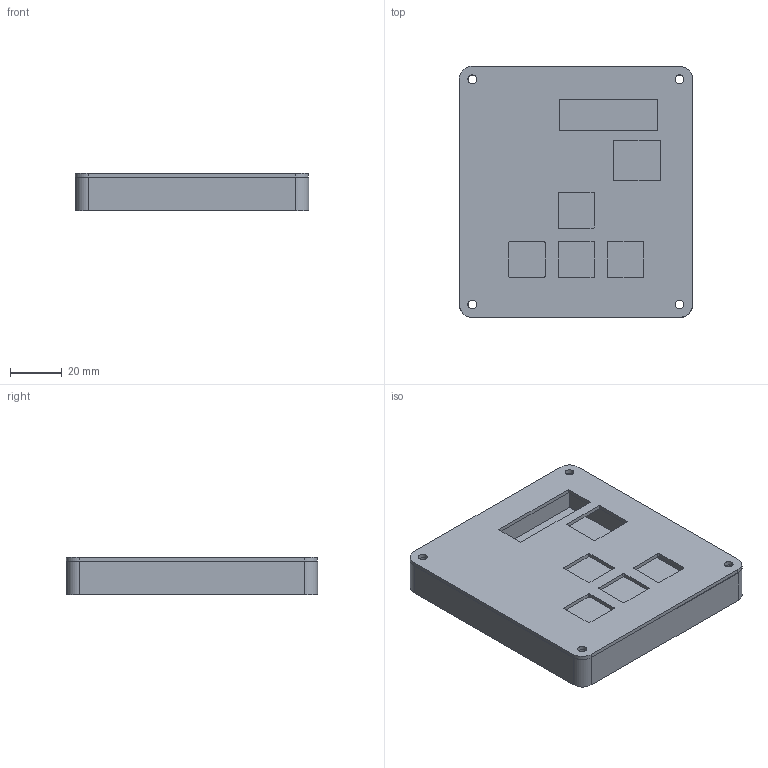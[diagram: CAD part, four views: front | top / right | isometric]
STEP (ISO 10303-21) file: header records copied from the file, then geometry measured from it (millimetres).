
FILE_DESCRIPTION(/* description */ (''),/* implementation_level */ '2;1');
FILE_NAME(/* name */ 'MacroPad.step',/* time_stamp */ '2026-01-15T19:58:16+01:00',/* author */ (''),/* organization */ (''),/* preprocessor_version */ 'ST-DEVELOPER v20.1',/* originating_system */ 'Autodesk Translation Framework v14.21.0.0',/* authorisation */ '');
FILE_SCHEMA (('AUTOMOTIVE_DESIGN { 1 0 10303 214 3 1 1 }'));
Length unit declared in the file: millimetre
Products named in the file (3): MacroPad; MacroPad_1; MacroPad 1
Assembly tree (2 placements, depth 2):
  MacroPad
    MacroPad_1
    MacroPad 1
Bounding box: 90.15 x 97.07 x 14.51 mm (x, y, z)
Volume: 67956.4 mm3; surface area: 41074.4 mm2
Topology: 2 solids, 2 shells, 84 faces, 228 edges, 152 vertices
Faces by surface type: plane 48, cylinder 36
Full cylindrical faces by diameter (mm): 3.4 x8, 6 x4
Entity records: 2794 total; most frequent: DIRECTION 478, CARTESIAN_POINT 469, ORIENTED_EDGE 456, EDGE_CURVE 228, AXIS2_PLACEMENT_3D 161, LINE 156, VECTOR 156, VERTEX_POINT 152
